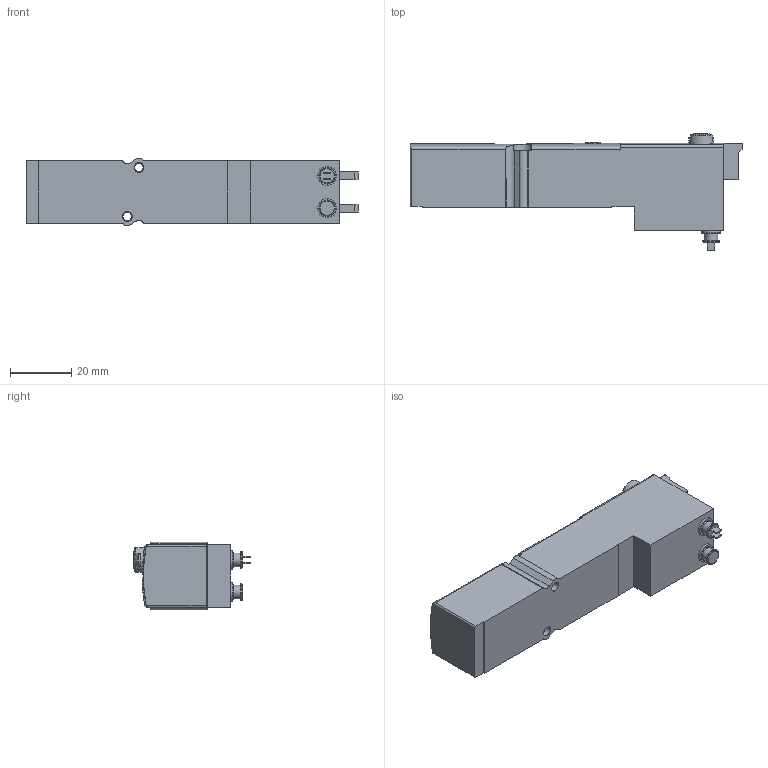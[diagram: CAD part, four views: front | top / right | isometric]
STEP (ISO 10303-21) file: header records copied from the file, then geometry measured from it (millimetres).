
FILE_DESCRIPTION(/* description */ ('STEP AP214'),/* implementation_level */ '2;1');
FILE_NAME(/* name */ '571333_VMPA2-M1H-MS-PI',/* time_stamp */ '2024-09-16T19:40:27+02:00',/* author */ ('License CC BY-ND 4.0'),/* organization */ ('CADENAS'),/* preprocessor_version */ 'ST-DEVELOPER v19.3',/* originating_system */ 'PARTsolutions',/* authorisation */ ' ');
FILE_SCHEMA (('AUTOMOTIVE_DESIGN {1 0 10303 214 3 1 1}'));
Length unit declared in the file: millimetre
Products named in the file (1): 571333 VMPA2-M1H-MS-PI
Bounding box: 108.5 x 38.19 x 22.09 mm (x, y, z)
Volume: 47866.5 mm3; surface area: 10867.5 mm2
Topology: 1 solids, 1 shells, 223 faces, 597 edges, 390 vertices
Faces by surface type: plane 161, cylinder 40, torus 11, cone 10, sphere 1
Full cylindrical faces by diameter (mm): 2.8 x2, 3.2 x2, 3.9 x1, 4.5 x2, 5.3 x2, 6.1 x2, 8.1 x1
Entity records: 6871 total; most frequent: CARTESIAN_POINT 1228, DIRECTION 1196, ORIENTED_EDGE 1130, EDGE_CURVE 565, AXIS2_PLACEMENT_3D 419, VERTEX_POINT 388, LINE 358, VECTOR 358
